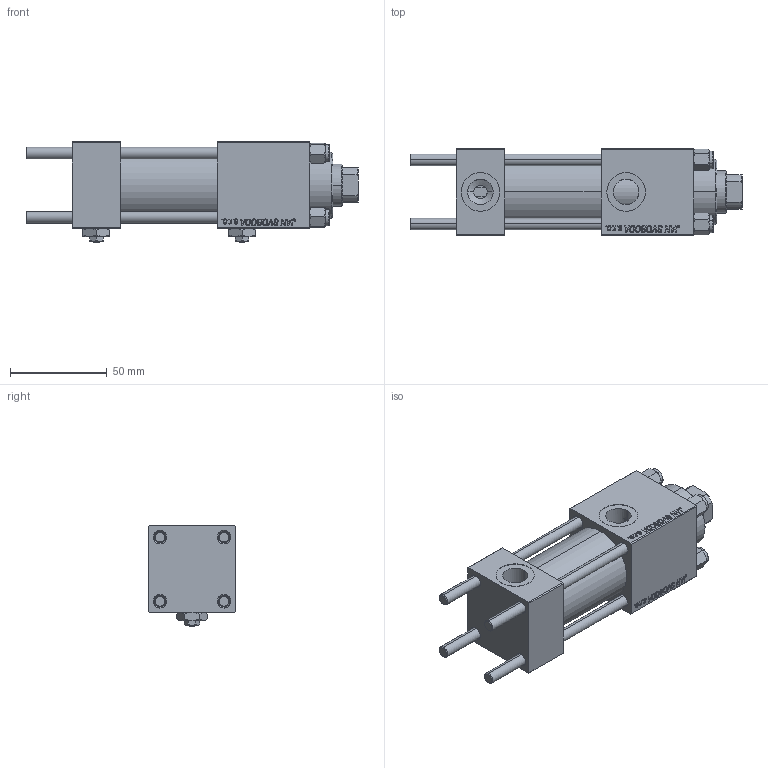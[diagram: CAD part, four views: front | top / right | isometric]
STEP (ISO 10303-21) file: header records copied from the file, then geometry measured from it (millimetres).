
FILE_DESCRIPTION (( 'STEP AP203' ), '1' );
FILE_NAME ('ef11.STEP', '2022-10-03T15:14:00', ( '' ), ( '' ), 'SwSTEP 2.0', 'SolidWorks 2019', '' );
FILE_SCHEMA (( 'CONFIG_CONTROL_DESIGN' ));
Length unit declared in the file: millimetre
Products named in the file (7): V215_VC_A 1389a7143c2120e430b1dbaa10cd8373; NUT_M5 1389a7143c2120e430b1dbaa10cd8373; V215CR_BODY_A 1389a7143c2120e430b1dbaa10cd8373; ef11; V215CR_VCP 1389a7143c2120e430b1dbaa10cd8373; Zatka_pro_OIL_PORT 1389a7143c2120e430b1dbaa10cd8373; CR025_012_A_0_G_A_G_M_020_+#_##_TYCINKA 1389a7143c2120e430b1dbaa10cd8373
Assembly tree (13 placements, depth 2):
  ef11
    V215CR_BODY_A 1389a7143c2120e430b1dbaa10cd8373
    CR025_012_A_0_G_A_G_M_020_+#_##_TYCINKA 1389a7143c2120e430b1dbaa10cd8373  x4
    NUT_M5 1389a7143c2120e430b1dbaa10cd8373  x4
    V215CR_VCP 1389a7143c2120e430b1dbaa10cd8373
    V215_VC_A 1389a7143c2120e430b1dbaa10cd8373
    Zatka_pro_OIL_PORT 1389a7143c2120e430b1dbaa10cd8373  x2
Bounding box: 172 x 45 x 52 mm (x, y, z)
Volume: 212553.4 mm3; surface area: 79148.9 mm2
Topology: 13 solids, 13 shells, 1238 faces, 3098 edges, 1999 vertices
Faces by surface type: plane 568, bspline 392, cone 178, cylinder 92, torus 8
Entity records: 52056 total; most frequent: CARTESIAN_POINT 27697, ORIENTED_EDGE 5496, DIRECTION 3508, EDGE_CURVE 2748, VERTEX_POINT 1797, LINE 1638, VECTOR 1638, EDGE_LOOP 1211
